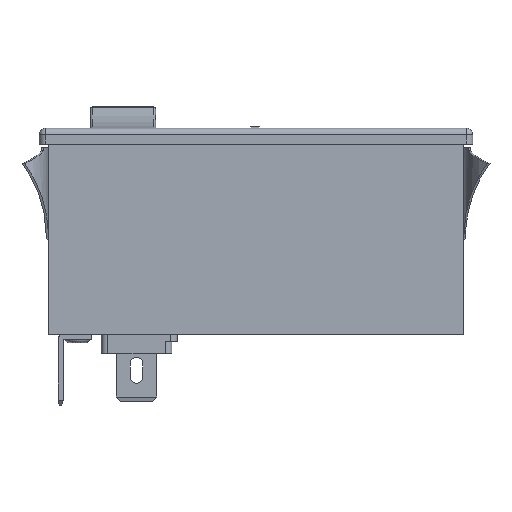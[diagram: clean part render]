
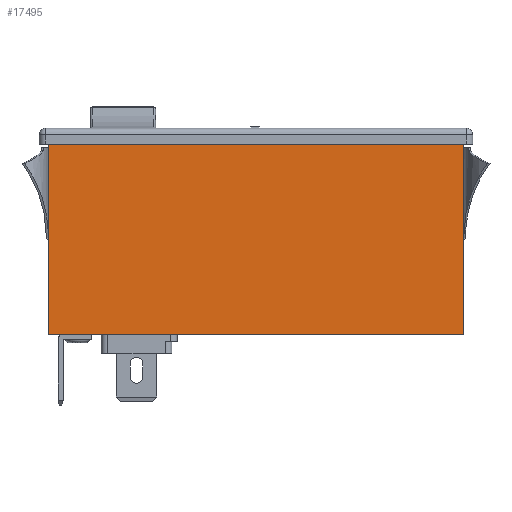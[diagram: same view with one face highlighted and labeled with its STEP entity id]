
A CAD part, front view. The second image highlights one B-rep face of the part: STEP entity #17495.
In plain terms, the highlighted planar face has unit normal (0, -1, 0).
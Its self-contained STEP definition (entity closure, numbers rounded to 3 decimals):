
#4288 = CARTESIAN_POINT ( 'NONE',  ( 32.25, -13.25, -2. ) ) ;
#4289 = DIRECTION ( 'NONE',  ( -1., 0., 0. ) ) ;
#4290 = VECTOR ( 'NONE', #4289, 1000. ) ;
#4291 = CARTESIAN_POINT ( 'NONE',  ( 32.25, -13.25, -2. ) ) ;
#4292 = LINE ( 'NONE', #4291, #4290 ) ;
#4293 = CARTESIAN_POINT ( 'NONE',  ( -32.25, -13.25, -2. ) ) ;
#4441 = DIRECTION ( 'NONE',  ( 0., 0., 1. ) ) ;
#4442 = VECTOR ( 'NONE', #4441, 1000. ) ;
#4443 = CARTESIAN_POINT ( 'NONE',  ( -32.25, -13.25, -32. ) ) ;
#4444 = LINE ( 'NONE', #4443, #4442 ) ;
#4451 = CARTESIAN_POINT ( 'NONE',  ( -32.25, -13.25, -32. ) ) ;
#9810 = DIRECTION ( 'NONE',  ( 0., 0., 1. ) ) ;
#9811 = DIRECTION ( 'NONE',  ( 0., 1., 0. ) ) ;
#9812 = AXIS2_PLACEMENT_3D ( 'NONE', #9820, #9811, #9810 ) ;
#9819 = FACE_OUTER_BOUND ( 'NONE', #17496, .T. ) ;
#9820 = CARTESIAN_POINT ( 'NONE',  ( 32.25, -13.25, -32. ) ) ;
#9822 = PLANE ( 'NONE',  #9812 ) ;
#13018 = VERTEX_POINT ( 'NONE', #4293 ) ;
#13020 = EDGE_CURVE ( 'NONE', #13021, #13018, #4292, .T. ) ;
#13021 = VERTEX_POINT ( 'NONE', #4288 ) ;
#13099 = VERTEX_POINT ( 'NONE', #4451 ) ;
#13101 = EDGE_CURVE ( 'NONE', #13099, #13018, #4444, .T. ) ;
#13299 = EDGE_CURVE ( 'NONE', #13300, #13021, #20149, .T. ) ;
#13300 = VERTEX_POINT ( 'NONE', #20145 ) ;
#13534 = EDGE_CURVE ( 'NONE', #13300, #13099, #20567, .T. ) ;
#17495 = ADVANCED_FACE ( 'NONE', ( #9819 ), #9822, .F. ) ;
#17496 = EDGE_LOOP ( 'NONE', ( #17497, #17498, #17499, #17530 ) ) ;
#17497 = ORIENTED_EDGE ( 'NONE', *, *, #13020, .T. ) ;
#17498 = ORIENTED_EDGE ( 'NONE', *, *, #13101, .F. ) ;
#17499 = ORIENTED_EDGE ( 'NONE', *, *, #13534, .F. ) ;
#17530 = ORIENTED_EDGE ( 'NONE', *, *, #13299, .T. ) ;
#20145 = CARTESIAN_POINT ( 'NONE',  ( 32.25, -13.25, -32. ) ) ;
#20146 = DIRECTION ( 'NONE',  ( 0., 0., 1. ) ) ;
#20147 = VECTOR ( 'NONE', #20146, 1000. ) ;
#20148 = CARTESIAN_POINT ( 'NONE',  ( 32.25, -13.25, -32. ) ) ;
#20149 = LINE ( 'NONE', #20148, #20147 ) ;
#20564 = DIRECTION ( 'NONE',  ( -1., 0., 0. ) ) ;
#20565 = VECTOR ( 'NONE', #20564, 1000. ) ;
#20566 = CARTESIAN_POINT ( 'NONE',  ( 32.25, -13.25, -32. ) ) ;
#20567 = LINE ( 'NONE', #20566, #20565 ) ;
